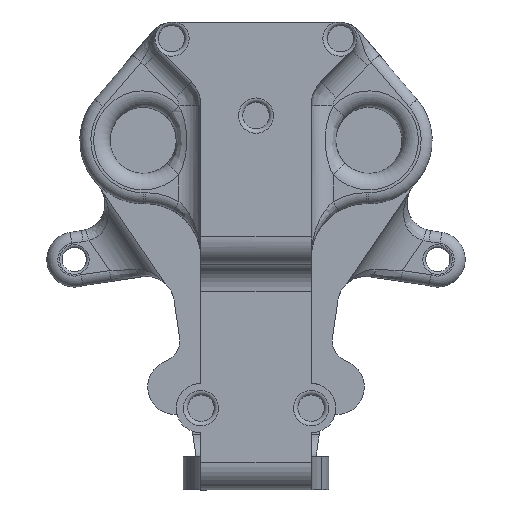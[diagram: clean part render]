
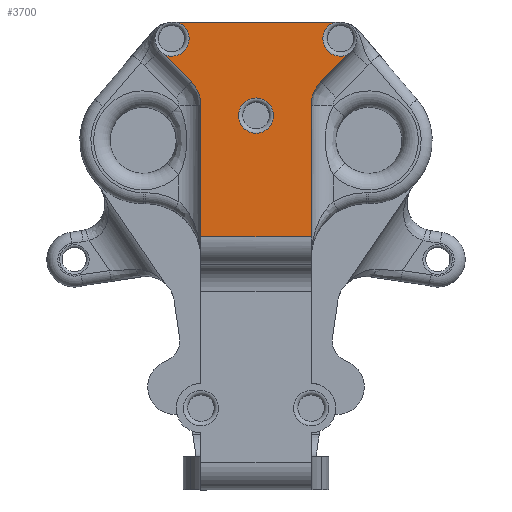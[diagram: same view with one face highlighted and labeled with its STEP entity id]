
A CAD part, front view. The second image highlights one B-rep face of the part: STEP entity #3700.
In plain terms, the highlighted planar face has unit normal (0, -1, 0).
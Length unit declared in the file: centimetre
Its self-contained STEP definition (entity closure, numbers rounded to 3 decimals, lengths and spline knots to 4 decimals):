
#282=LINE('',#5877,#508);
#313=LINE('',#6079,#539);
#314=LINE('',#6083,#540);
#315=LINE('',#6085,#541);
#316=LINE('',#6087,#542);
#317=LINE('',#6091,#543);
#508=VECTOR('',#4620,1.);
#539=VECTOR('',#4785,1.);
#540=VECTOR('',#4788,1.);
#541=VECTOR('',#4789,1.);
#542=VECTOR('',#4790,1.);
#543=VECTOR('',#4793,1.);
#694=PLANE('',#4046);
#785=FACE_BOUND('',#1159,.T.);
#879=FACE_OUTER_BOUND('',#1158,.T.);
#1158=EDGE_LOOP('',(#2823,#2824,#2825,#2826,#2827,#2828,#2829,#2830,#2831,
#2832));
#1159=EDGE_LOOP('',(#2833));
#1479=CIRCLE('',#4044,0.32);
#1481=CIRCLE('',#4047,0.6);
#1482=CIRCLE('',#4048,0.6);
#1483=CIRCLE('',#4049,0.32);
#1484=CIRCLE('',#4050,0.32);
#1722=VERTEX_POINT('',#5869);
#1723=VERTEX_POINT('',#5876);
#1793=VERTEX_POINT('',#6063);
#1795=VERTEX_POINT('',#6078);
#1796=VERTEX_POINT('',#6080);
#1797=VERTEX_POINT('',#6082);
#1798=VERTEX_POINT('',#6084);
#1799=VERTEX_POINT('',#6086);
#1800=VERTEX_POINT('',#6088);
#1801=VERTEX_POINT('',#6090);
#1802=VERTEX_POINT('',#6093);
#2112=EDGE_CURVE('',#1722,#1723,#282,.T.);
#2190=EDGE_CURVE('',#1793,#1722,#1479,.T.);
#2193=EDGE_CURVE('',#1793,#1795,#313,.T.);
#2194=EDGE_CURVE('',#1796,#1795,#1481,.T.);
#2195=EDGE_CURVE('',#1797,#1796,#314,.T.);
#2196=EDGE_CURVE('',#1797,#1798,#315,.T.);
#2197=EDGE_CURVE('',#1799,#1798,#316,.T.);
#2198=EDGE_CURVE('',#1800,#1799,#1482,.T.);
#2199=EDGE_CURVE('',#1801,#1800,#317,.T.);
#2200=EDGE_CURVE('',#1723,#1801,#1483,.T.);
#2201=EDGE_CURVE('',#1802,#1802,#1484,.T.);
#2823=ORIENTED_EDGE('',*,*,#2190,.F.);
#2824=ORIENTED_EDGE('',*,*,#2193,.T.);
#2825=ORIENTED_EDGE('',*,*,#2194,.F.);
#2826=ORIENTED_EDGE('',*,*,#2195,.F.);
#2827=ORIENTED_EDGE('',*,*,#2196,.T.);
#2828=ORIENTED_EDGE('',*,*,#2197,.F.);
#2829=ORIENTED_EDGE('',*,*,#2198,.F.);
#2830=ORIENTED_EDGE('',*,*,#2199,.F.);
#2831=ORIENTED_EDGE('',*,*,#2200,.F.);
#2832=ORIENTED_EDGE('',*,*,#2112,.F.);
#2833=ORIENTED_EDGE('',*,*,#2201,.F.);
#3700=ADVANCED_FACE('',(#879,#785),#694,.T.);
#4044=AXIS2_PLACEMENT_3D('',#6070,#4779,#4780);
#4046=AXIS2_PLACEMENT_3D('',#6077,#4783,#4784);
#4047=AXIS2_PLACEMENT_3D('',#6081,#4786,#4787);
#4048=AXIS2_PLACEMENT_3D('',#6089,#4791,#4792);
#4049=AXIS2_PLACEMENT_3D('',#6092,#4794,#4795);
#4050=AXIS2_PLACEMENT_3D('',#6094,#4796,#4797);
#4620=DIRECTION('',(1.,0.,0.));
#4779=DIRECTION('center_axis',(0.,-1.,0.));
#4780=DIRECTION('ref_axis',(1.,0.,0.));
#4783=DIRECTION('center_axis',(0.,-1.,0.));
#4784=DIRECTION('ref_axis',(0.,0.,-1.));
#4785=DIRECTION('',(0.707,0.,-0.707));
#4786=DIRECTION('center_axis',(0.,-1.,0.));
#4787=DIRECTION('ref_axis',(1.,0.,0.));
#4788=DIRECTION('',(0.,0.,1.));
#4789=DIRECTION('',(1.,0.,0.));
#4790=DIRECTION('',(0.,0.,-1.));
#4791=DIRECTION('center_axis',(0.,-1.,0.));
#4792=DIRECTION('ref_axis',(-0.707,0.,0.707));
#4793=DIRECTION('',(-0.707,0.,-0.707));
#4794=DIRECTION('center_axis',(0.,-1.,0.));
#4795=DIRECTION('ref_axis',(1.,0.,0.));
#4796=DIRECTION('center_axis',(0.,-1.,0.));
#4797=DIRECTION('ref_axis',(1.,0.,0.));
#5869=CARTESIAN_POINT('',(-1.4325,-5.2,8.));
#5876=CARTESIAN_POINT('',(1.4325,-5.2,8.));
#5877=CARTESIAN_POINT('',(0.,-5.2,8.));
#6063=CARTESIAN_POINT('',(-1.6685,-5.2,7.406));
#6070=CARTESIAN_POINT('Origin',(-1.5351,-5.2,7.6969));
#6077=CARTESIAN_POINT('Origin',(0.,-5.2,8.));
#6078=CARTESIAN_POINT('',(-1.1757,-5.2,6.9132));
#6079=CARTESIAN_POINT('',(-1.7473,-5.2,7.4848));
#6080=CARTESIAN_POINT('',(-1.,-5.2,6.489));
#6081=CARTESIAN_POINT('Origin',(-1.6,-5.2,6.489));
#6082=CARTESIAN_POINT('',(-1.,-5.2,4.1));
#6083=CARTESIAN_POINT('',(-1.,-5.2,4.1));
#6084=CARTESIAN_POINT('',(1.,-5.2,4.1));
#6085=CARTESIAN_POINT('',(0.,-5.2,4.1));
#6086=CARTESIAN_POINT('',(1.,-5.2,6.489));
#6087=CARTESIAN_POINT('',(1.,-5.2,4.1));
#6088=CARTESIAN_POINT('',(1.1757,-5.2,6.9132));
#6089=CARTESIAN_POINT('Origin',(1.6,-5.2,6.489));
#6090=CARTESIAN_POINT('',(1.6685,-5.2,7.406));
#6091=CARTESIAN_POINT('',(1.7473,-5.2,7.4848));
#6092=CARTESIAN_POINT('Origin',(1.5351,-5.2,7.6969));
#6093=CARTESIAN_POINT('',(-0.32,-5.2,6.3));
#6094=CARTESIAN_POINT('Origin',(0.,-5.2,6.3));
